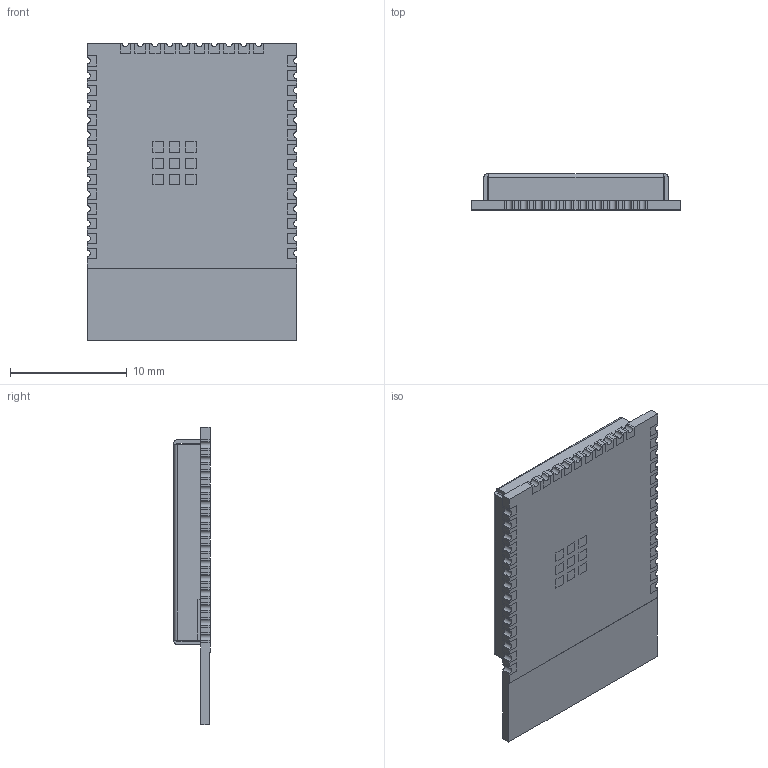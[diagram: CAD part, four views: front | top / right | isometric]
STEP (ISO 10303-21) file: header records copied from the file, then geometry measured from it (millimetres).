
FILE_DESCRIPTION (( 'STEP AP214' ), '1' );
FILE_NAME ('ESP32-WROOM-32E(M113EH3200PS3Q0).STEP', '2021-11-18T13:55:55', ( '' ), ( '' ), 'SwSTEP 2.0', 'SolidWorks 2018', '' );
FILE_SCHEMA (( 'AUTOMOTIVE_DESIGN' ));
Length unit declared in the file: millimetre
Products named in the file (2): ESP32-WROOM-32E(M113EH3200PS3Q0)
Bounding box: 18 x 3.1 x 25.5 mm (x, y, z)
Volume: 462.7 mm3; surface area: 1979.2 mm2
Topology: 48 solids, 48 shells, 763 faces, 2004 edges, 1336 vertices
Faces by surface type: plane 719, cylinder 44
Entity records: 28835 total; most frequent: CARTESIAN_POINT 4105, ORIENTED_EDGE 4008, DIRECTION 3622, EDGE_CURVE 2004, VECTOR 1916, LINE 1916, VERTEX_POINT 1336, AXIS2_PLACEMENT_3D 853
